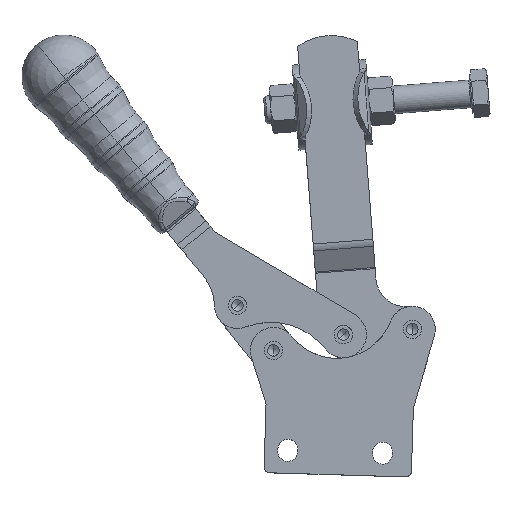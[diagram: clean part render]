
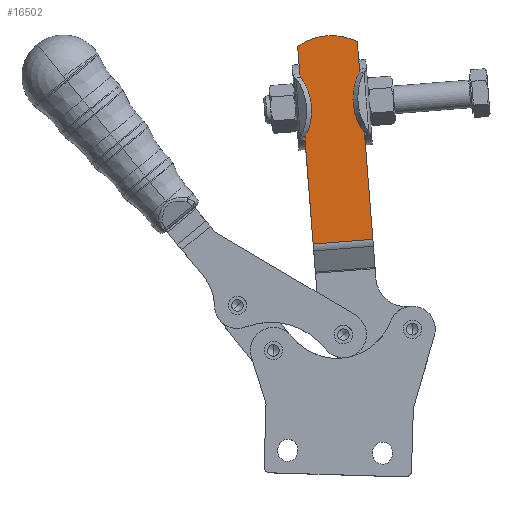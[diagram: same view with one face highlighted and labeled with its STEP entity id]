
A CAD part, top view. The second image highlights one B-rep face of the part: STEP entity #16502.
In plain terms, the highlighted planar face has unit normal (0, 0, 1).
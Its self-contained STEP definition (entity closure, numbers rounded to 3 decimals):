
#1608=CARTESIAN_POINT('',(3.171,135.089,1.25));
#1609=VERTEX_POINT('',#1608);
#1660=CARTESIAN_POINT('',(0.87,164.372,1.25));
#1661=VERTEX_POINT('',#1660);
#10960=CARTESIAN_POINT('',(0.87,164.372,1.25));
#10961=DIRECTION('',(0.078,-0.997,0.));
#10962=VECTOR('',#10961,29.373);
#10963=LINE('',#10960,#10962);
#10964=EDGE_CURVE('',#1661,#1609,#10963,.T.);
#12225=CARTESIAN_POINT('',(-0.049,176.062,1.25));
#12226=VERTEX_POINT('',#12225);
#12233=CARTESIAN_POINT('',(-0.049,176.062,1.25));
#12234=DIRECTION('',(0.078,-0.997,0.));
#12235=VECTOR('',#12234,11.726);
#12236=LINE('',#12233,#12235);
#12237=EDGE_CURVE('',#12226,#1661,#12236,.T.);
#12315=CARTESIAN_POINT('',(6.696,90.24,1.25));
#12316=VERTEX_POINT('',#12315);
#12317=CARTESIAN_POINT('',(3.171,135.089,1.25));
#12318=DIRECTION('',(0.078,-0.997,0.));
#12319=VECTOR('',#12318,44.987);
#12320=LINE('',#12317,#12319);
#12321=EDGE_CURVE('',#1609,#12316,#12320,.T.);
#12459=CARTESIAN_POINT('',(-25.05,162.334,1.25));
#12460=VERTEX_POINT('',#12459);
#12461=CARTESIAN_POINT('',(-22.749,133.052,1.25));
#12462=VERTEX_POINT('',#12461);
#12463=CARTESIAN_POINT('',(-25.05,162.334,1.25));
#12464=DIRECTION('',(0.078,-0.997,0.));
#12465=VECTOR('',#12464,29.373);
#12466=LINE('',#12463,#12465);
#12467=EDGE_CURVE('',#12460,#12462,#12466,.T.);
#13716=CARTESIAN_POINT('',(-25.969,174.025,1.25));
#13717=VERTEX_POINT('',#13716);
#13718=CARTESIAN_POINT('',(-25.969,174.025,1.25));
#13719=DIRECTION('',(0.078,-0.997,0.));
#13720=VECTOR('',#13719,11.726);
#13721=LINE('',#13718,#13720);
#13722=EDGE_CURVE('',#13717,#12460,#13721,.T.);
#13844=CARTESIAN_POINT('',(-19.224,88.203,1.25));
#13845=VERTEX_POINT('',#13844);
#13853=CARTESIAN_POINT('',(-22.749,133.052,1.25));
#13854=DIRECTION('',(0.078,-0.997,0.));
#13855=VECTOR('',#13854,44.987);
#13856=LINE('',#13853,#13855);
#13857=EDGE_CURVE('',#12462,#13845,#13856,.T.);
#16255=CARTESIAN_POINT('',(-11.336,153.755,1.25));
#16256=DIRECTION('',(0.,0.,1.));
#16257=DIRECTION('',(-0.585,0.811,0.));
#16258=AXIS2_PLACEMENT_3D('',#16255,#16256,#16257);
#16259=CIRCLE('',#16258,25.);
#16260=EDGE_CURVE('',#12226,#13717,#16259,.T.);
#16436=CARTESIAN_POINT('',(-19.224,88.203,1.25));
#16437=DIRECTION('',(0.997,0.078,0.));
#16438=VECTOR('',#16437,26.);
#16439=LINE('',#16436,#16438);
#16440=EDGE_CURVE('',#13845,#12316,#16439,.T.);
#16487=CARTESIAN_POINT('',(-0.335,179.696,1.25));
#16488=DIRECTION('',(0.0,0.0,1.0));
#16489=DIRECTION('',(0.997,0.078,0.0));
#16490=AXIS2_PLACEMENT_3D('',#16487,#16488,#16489);
#16491=PLANE('',#16490);
#16492=ORIENTED_EDGE('',*,*,#16260,.T.);
#16493=ORIENTED_EDGE('',*,*,#13722,.T.);
#16494=ORIENTED_EDGE('',*,*,#12467,.T.);
#16495=ORIENTED_EDGE('',*,*,#13857,.T.);
#16496=ORIENTED_EDGE('',*,*,#16440,.T.);
#16497=ORIENTED_EDGE('',*,*,#12321,.F.);
#16498=ORIENTED_EDGE('',*,*,#10964,.F.);
#16499=ORIENTED_EDGE('',*,*,#12237,.F.);
#16500=EDGE_LOOP('',(#16492,#16493,#16494,#16495,#16496,#16497,#16498,#16499));
#16501=FACE_OUTER_BOUND('',#16500,.T.);
#16502=ADVANCED_FACE('',(#16501),#16491,.T.);
